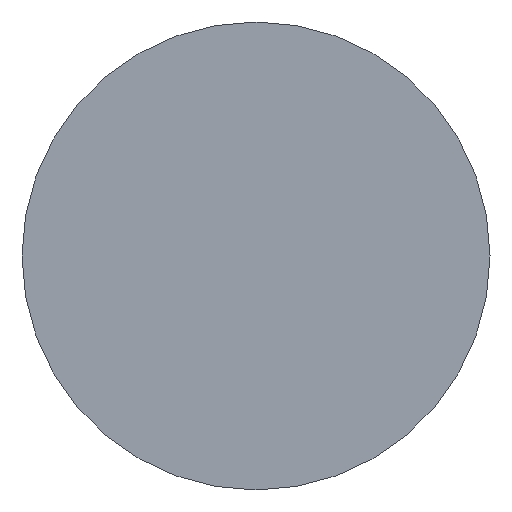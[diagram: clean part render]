
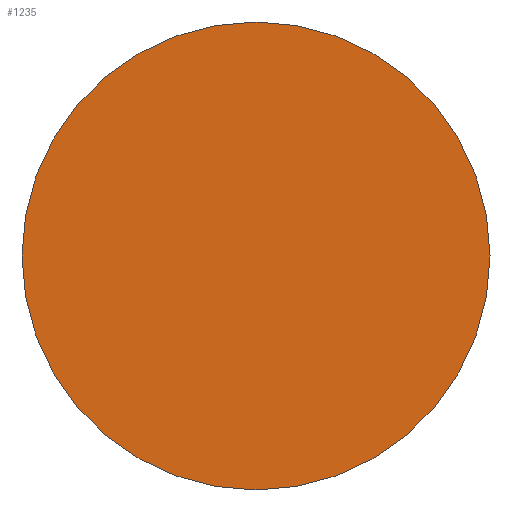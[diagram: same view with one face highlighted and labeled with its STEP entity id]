
A CAD part, front view. The second image highlights one B-rep face of the part: STEP entity #1235.
In plain terms, the highlighted face is planar.
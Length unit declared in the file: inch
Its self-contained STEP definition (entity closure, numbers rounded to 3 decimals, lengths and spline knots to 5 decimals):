
#185=PLANE('',#1548);
#217=FACE_OUTER_BOUND('',#302,.T.);
#302=EDGE_LOOP('',(#914));
#533=CIRCLE('',#1546,2.47313);
#632=VERTEX_POINT('',#2201);
#741=EDGE_CURVE('',#632,#632,#533,.T.);
#914=ORIENTED_EDGE('',*,*,#741,.F.);
#1235=ADVANCED_FACE('',(#217),#185,.F.);
#1546=AXIS2_PLACEMENT_3D('',#2203,#1773,#1774);
#1548=AXIS2_PLACEMENT_3D('',#2205,#1777,#1778);
#1773=DIRECTION('center_axis',(0.,0.,1.));
#1774=DIRECTION('ref_axis',(1.,0.,0.));
#1777=DIRECTION('center_axis',(0.,0.,1.));
#1778=DIRECTION('ref_axis',(1.,0.,0.));
#2201=CARTESIAN_POINT('',(-2.47313,0.,0.));
#2203=CARTESIAN_POINT('Origin',(0.,0.,0.));
#2205=CARTESIAN_POINT('Origin',(0.,0.,0.));
